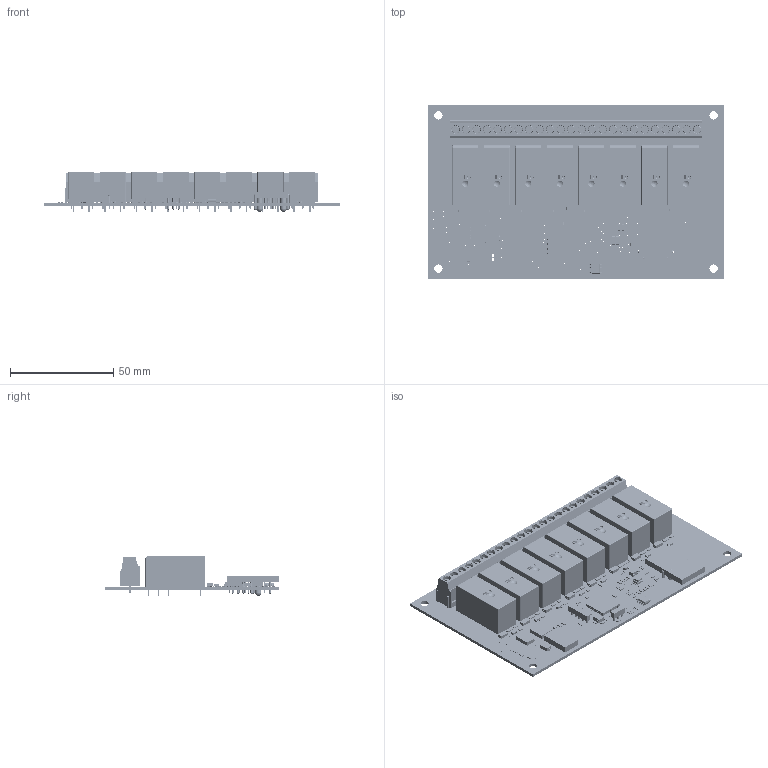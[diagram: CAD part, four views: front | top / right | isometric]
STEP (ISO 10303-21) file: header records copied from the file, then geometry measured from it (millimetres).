
FILE_DESCRIPTION(('PCB Model'),'2;1');
FILE_NAME('ETH008-B.STEP', '2025-02-06T15:40:58',('Chris'),('Unspecified'), 'Open CASCADE STEP processor 7.6','Proteus','Unknown');
FILE_SCHEMA(('CONFIG_CONTROL_DESIGN','SHAPE_APPEARANCE_LAYER_MIM'));
Length unit declared in the file: millimetre
Products named in the file (345): Proteus PCB Model; Board; J1; Package; Body_1; J2; J3; J4; J5; J6; J7; J8; RL1; RL2; RL3; RL4; RL5; RL6; RL7; RL8; CON1; Pin_1; Pin_2; Pin_3; PL1; Pin_4; Pin_5; Pin_6; Pin_7; Pin_8; Pin_9; Pin_10; Pin_11; Pin_12; Pin_13; Pin_14; Pin_15; Pin_16; IC3; Pin_17 ...
Assembly tree (437 placements, depth 4):
  Proteus PCB Model
    Board
    J1
      Package
        Body_1
    J2
      Package
        Body_1
    J3
      Package
        Body_1
    J4
      Package
        Body_1
    J5
      Package
        Body_1
    J6
      Package
        Body_1
    J7
      Package
        Body_1
    J8
      Package
        Body_1
    RL1
      Package
        Body_1
    RL2
      Package
        Body_1
    RL3
      Package
        Body_1
    RL4
      Package
        Body_1
    RL5
      Package
        Body_1
    RL6
      Package
        Body_1
    RL7
      Package
        Body_1
    RL8
      Package
        Body_1
    CON1
      Package
        Body_1
        Pin_1
        Pin_2
        Pin_3
    PL1
      Package
        Body_1
        Pin_1
Bounding box: 143 x 84 x 19.6 mm (x, y, z)
Volume: 77775 mm3; surface area: 63876.4 mm2
Topology: 457 solids, 617 shells, 8732 faces, 21615 edges, 14142 vertices
Faces by surface type: plane 6177, cylinder 1980, torus 233, sphere 134, cone 112, bspline 96
Full cylindrical faces by diameter (mm): 0.35 x8, 0.381 x107, 0.408 x4, 0.662 x12, 0.762 x12, 0.9 x8, 0.916 x8, 1.016 x8, 1.27 x64, 1.5 x2, 1.524 x24, 1.6 x2, 1.8 x8, 2 x8, 3.1 x2, 3.2 x2, 4 x4
Entity records: 101635 total; most frequent: CARTESIAN_POINT 15347, DIRECTION 14588, ORIENTED_EDGE 13254, EDGE_CURVE 6627, AXIS2_PLACEMENT_3D 4934, LINE 4720, VECTOR 4720, VERTEX_POINT 4401
